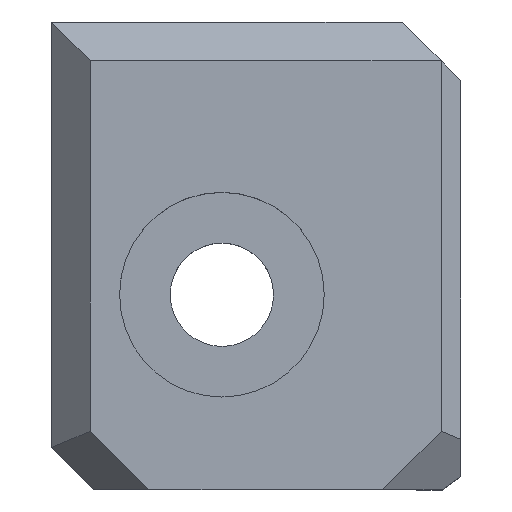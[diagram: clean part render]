
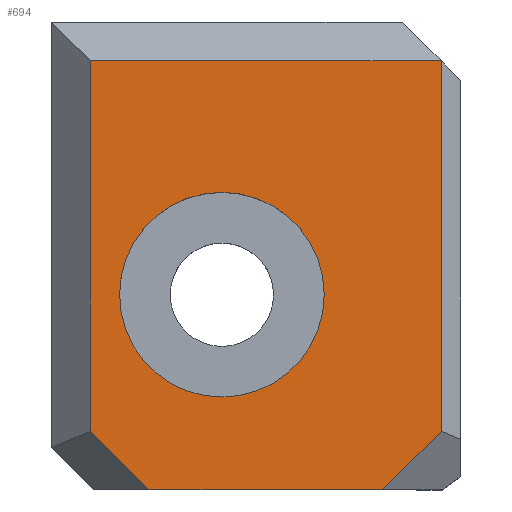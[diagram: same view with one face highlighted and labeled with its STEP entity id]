
A CAD part, top view. The second image highlights one B-rep face of the part: STEP entity #694.
In plain terms, the highlighted face is planar.
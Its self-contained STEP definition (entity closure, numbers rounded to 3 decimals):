
#24=FACE_BOUND('',#99,.T.);
#28=CIRCLE('',#752,5.25);
#56=FACE_OUTER_BOUND('',#98,.T.);
#98=EDGE_LOOP('',(#574,#575,#576,#577,#578,#579));
#99=EDGE_LOOP('',(#580));
#123=LINE('',#980,#212);
#168=LINE('',#1077,#257);
#170=LINE('',#1080,#259);
#173=LINE('',#1088,#262);
#175=LINE('',#1092,#264);
#176=LINE('',#1094,#265);
#212=VECTOR('',#789,10.);
#257=VECTOR('',#880,10.);
#259=VECTOR('',#884,10.);
#262=VECTOR('',#893,10.);
#264=VECTOR('',#897,10.);
#265=VECTOR('',#900,10.);
#300=VERTEX_POINT('',#977);
#301=VERTEX_POINT('',#979);
#329=VERTEX_POINT('',#1074);
#330=VERTEX_POINT('',#1076);
#331=VERTEX_POINT('',#1082);
#332=VERTEX_POINT('',#1086);
#333=VERTEX_POINT('',#1090);
#361=EDGE_CURVE('',#300,#301,#123,.T.);
#409=EDGE_CURVE('',#329,#330,#168,.T.);
#411=EDGE_CURVE('',#330,#300,#170,.T.);
#412=EDGE_CURVE('',#331,#331,#28,.T.);
#415=EDGE_CURVE('',#332,#329,#173,.T.);
#417=EDGE_CURVE('',#333,#332,#175,.T.);
#418=EDGE_CURVE('',#301,#333,#176,.T.);
#574=ORIENTED_EDGE('',*,*,#409,.F.);
#575=ORIENTED_EDGE('',*,*,#415,.F.);
#576=ORIENTED_EDGE('',*,*,#417,.F.);
#577=ORIENTED_EDGE('',*,*,#418,.F.);
#578=ORIENTED_EDGE('',*,*,#361,.F.);
#579=ORIENTED_EDGE('',*,*,#411,.F.);
#580=ORIENTED_EDGE('',*,*,#412,.F.);
#654=PLANE('',#756);
#694=ADVANCED_FACE('',(#56,#24),#654,.F.);
#752=AXIS2_PLACEMENT_3D('',#1083,#887,#888);
#756=AXIS2_PLACEMENT_3D('',#1095,#901,#902);
#789=DIRECTION('',(1.,0.,0.));
#880=DIRECTION('',(0.,-1.,0.));
#884=DIRECTION('',(0.707,-0.707,0.));
#887=DIRECTION('center_axis',(0.,0.,-1.));
#888=DIRECTION('ref_axis',(1.,0.,0.));
#893=DIRECTION('',(-1.,0.,0.));
#897=DIRECTION('',(0.,1.,0.));
#900=DIRECTION('',(0.707,0.707,0.));
#901=DIRECTION('center_axis',(0.,0.,1.));
#902=DIRECTION('ref_axis',(1.,0.,0.));
#977=CARTESIAN_POINT('',(4.,0.,-8.));
#979=CARTESIAN_POINT('',(16.,0.,-8.));
#980=CARTESIAN_POINT('',(21.,0.,-8.));
#1074=CARTESIAN_POINT('',(1.,22.,-8.));
#1076=CARTESIAN_POINT('',(1.,3.,-8.));
#1077=CARTESIAN_POINT('',(1.,22.,-8.));
#1080=CARTESIAN_POINT('',(1.,3.,-8.));
#1082=CARTESIAN_POINT('',(7.,10.,-8.));
#1083=CARTESIAN_POINT('Origin',(12.25,10.,-8.));
#1086=CARTESIAN_POINT('',(19.,22.,-8.));
#1088=CARTESIAN_POINT('',(1.,22.,-8.));
#1090=CARTESIAN_POINT('',(19.,3.,-8.));
#1092=CARTESIAN_POINT('',(19.,22.,-8.));
#1094=CARTESIAN_POINT('',(16.,0.,-8.));
#1095=CARTESIAN_POINT('Origin',(10.,11.,-8.));
